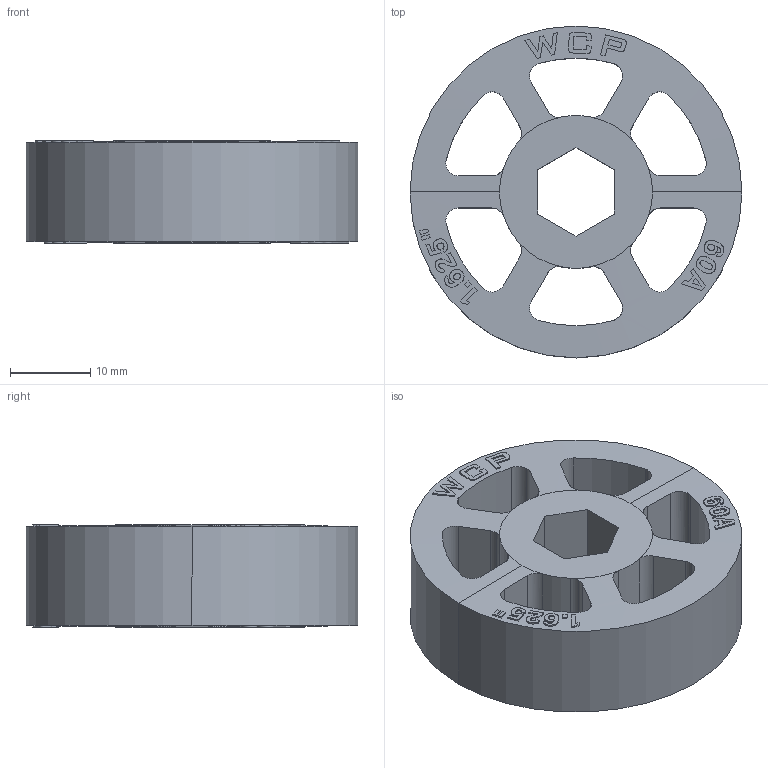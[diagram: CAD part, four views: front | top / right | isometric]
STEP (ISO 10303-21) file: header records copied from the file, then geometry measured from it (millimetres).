
FILE_DESCRIPTION (( 'STEP AP214' ), '1' );
FILE_NAME ('WCP-1283 Rev1.step', '2024-01-17T23:05:01', ( '' ), ( '' ), 'SwSTEP 2.0', 'SolidWorks 2022', '' );
FILE_SCHEMA (( 'AUTOMOTIVE_DESIGN' ));
Length unit declared in the file: inch
Products named in the file (1): WCP-1283 Rev1
Bounding box: 41.27 x 41.27 x 12.7 mm (x, y, z)
Volume: 10741.3 mm3; surface area: 6114.7 mm2
Topology: 1 solids, 1 shells, 388 faces, 1058 edges, 696 vertices
Faces by surface type: plane 202, bspline 128, cylinder 44, cone 14
Entity records: 18982 total; most frequent: CARTESIAN_POINT 10431, ORIENTED_EDGE 2116, DIRECTION 1128, EDGE_CURVE 1058, VERTEX_POINT 696, VECTOR 518, LINE 518, B_SPLINE_CURVE_WITH_KNOTS 496
